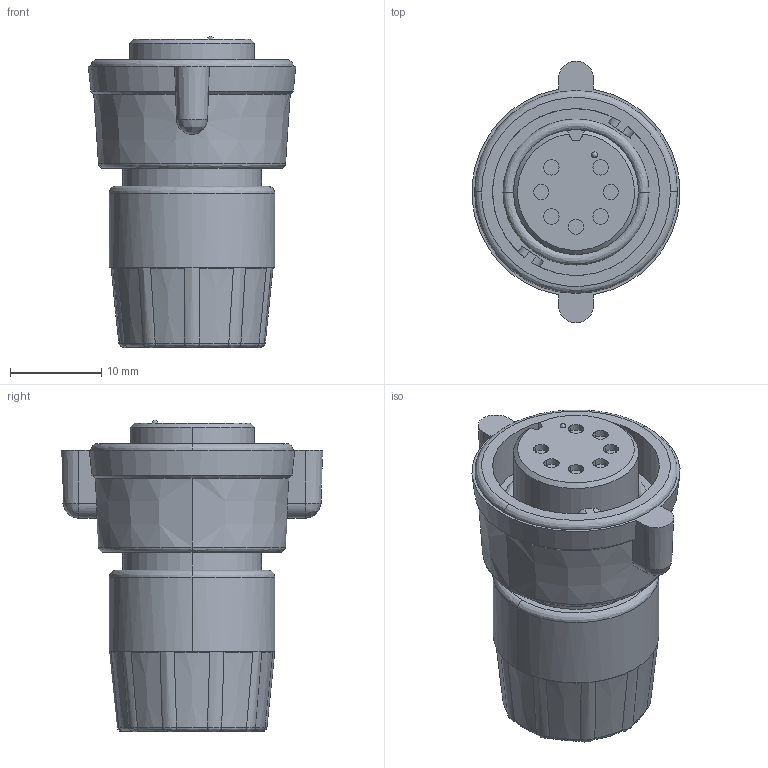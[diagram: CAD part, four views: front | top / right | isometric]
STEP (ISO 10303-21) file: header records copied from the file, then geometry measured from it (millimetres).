
FILE_DESCRIPTION (( 'STEP AP203' ), '1' );
FILE_NAME ('3280-7SG-321W.STEP', '2014-04-14T18:57:24', ( '' ), ( '' ), 'SwSTEP 2.0', 'SolidWorks 2014', '' );
FILE_SCHEMA (( 'CONFIG_CONTROL_DESIGN' ));
Length unit declared in the file: inch
Products named in the file (1): 3280-7SG-321W
Bounding box: 22.76 x 28.7 x 34.17 mm (x, y, z)
Volume: 8575.2 mm3; surface area: 3628.1 mm2
Topology: 1 solids, 2 shells, 168 faces, 411 edges, 259 vertices
Faces by surface type: bspline 67, plane 43, cylinder 38, cone 20
Entity records: 6036 total; most frequent: CARTESIAN_POINT 2516, ORIENTED_EDGE 818, DIRECTION 608, EDGE_CURVE 409, AXIS2_PLACEMENT_3D 263, VERTEX_POINT 259, EDGE_LOOP 184, ADVANCED_FACE 168
